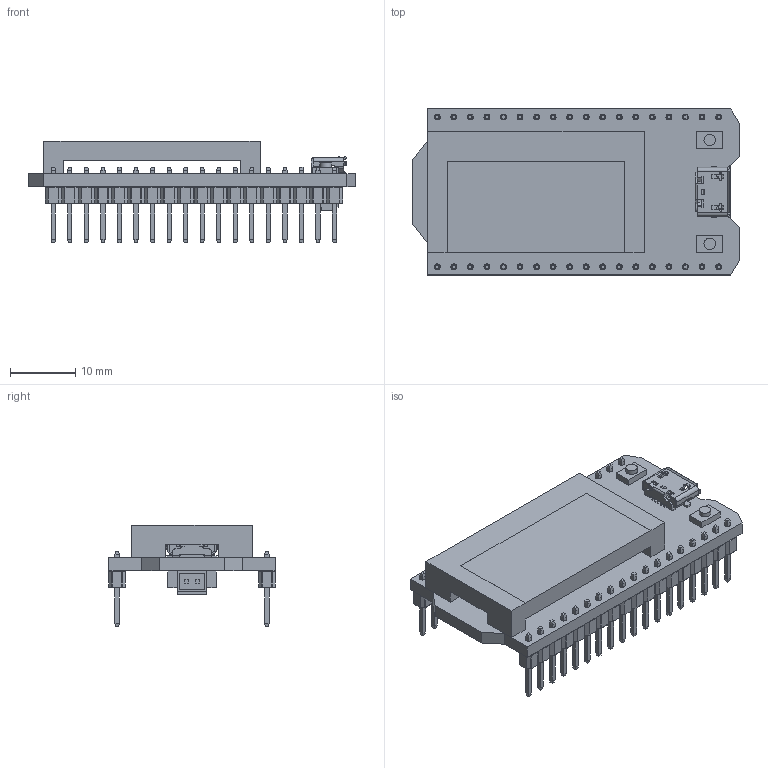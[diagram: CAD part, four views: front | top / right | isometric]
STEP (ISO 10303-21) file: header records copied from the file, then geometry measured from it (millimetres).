
FILE_DESCRIPTION(/* description */ (''),/* implementation_level */ '2;1');
FILE_NAME(/* name */ 'MakerHawk ESP32 WIFI KIT 32 .step',/* time_stamp */ '2021-05-09T16:44:41+01:00',/* author */ (''),/* organization */ (''),/* preprocessor_version */ 'ST-DEVELOPER v18.1',/* originating_system */ 'Autodesk Translation Framework v10.6.0.1341',/* authorisation */ '');
FILE_SCHEMA (('AUTOMOTIVE_DESIGN { 1 0 10303 214 3 1 1 }'));
Length unit declared in the file: millimetre
Products named in the file (6): lora32&kit32; heltec_wifi_kit_32; Micro-USB Cable socket; SH1.25-2 ; Pin Header; 1 Pin 2.54 Header
Assembly tree (40 placements, depth 3):
  lora32&kit32
    heltec_wifi_kit_32
      Micro-USB Cable socket
      SH1.25-2 
    Pin Header
      1 Pin 2.54 Header  x36
Bounding box: 50.2 x 25.54 x 15.54 mm (x, y, z)
Volume: 5196.9 mm3; surface area: 7142.6 mm2
Topology: 42 solids, 42 shells, 3265 faces, 7552 edges, 3864 vertices
Faces by surface type: plane 1368, cylinder 1317, sphere 580
Full cylindrical faces by diameter (mm): 0.9 x36, 1.76 x2
Entity records: 19702 total; most frequent: CARTESIAN_POINT 3467, DIRECTION 3338, ORIENTED_EDGE 3312, EDGE_CURVE 1656, LINE 1256, VECTOR 1256, VERTEX_POINT 1064, AXIS2_PLACEMENT_3D 1041
